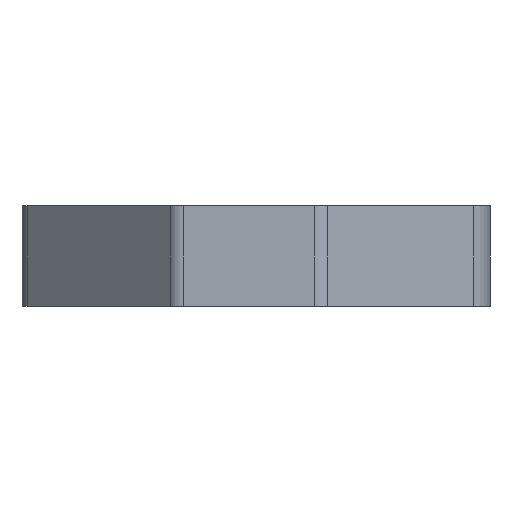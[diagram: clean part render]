
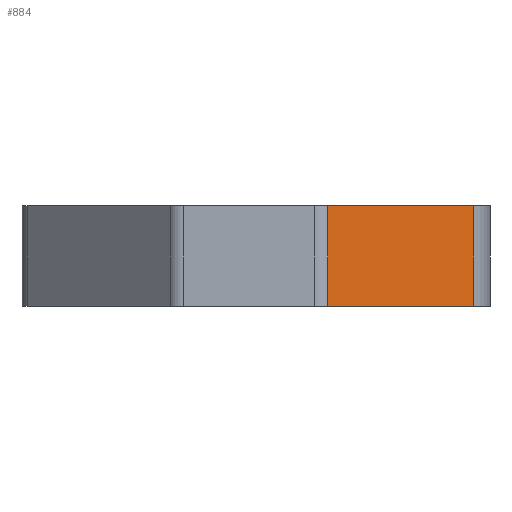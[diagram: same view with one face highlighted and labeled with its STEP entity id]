
A CAD part, left-side view. The second image highlights one B-rep face of the part: STEP entity #884.
In plain terms, the highlighted planar face has unit normal (-0.707, -0.707, 0).
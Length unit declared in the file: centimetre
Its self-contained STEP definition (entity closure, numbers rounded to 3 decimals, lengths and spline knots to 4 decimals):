
#80=PLANE('',#958);
#109=FACE_OUTER_BOUND('',#167,.T.);
#167=EDGE_LOOP('',(#749,#750,#751,#752));
#207=LINE('',#1204,#285);
#231=LINE('',#1479,#309);
#249=LINE('',#1638,#327);
#256=LINE('',#1653,#334);
#285=VECTOR('',#1000,100.);
#309=VECTOR('',#1058,100.);
#327=VECTOR('',#1100,1.);
#334=VECTOR('',#1123,1.);
#392=VERTEX_POINT('',#1201);
#393=VERTEX_POINT('',#1203);
#442=VERTEX_POINT('',#1473);
#443=VERTEX_POINT('',#1478);
#482=EDGE_CURVE('',#392,#393,#207,.T.);
#536=EDGE_CURVE('',#442,#443,#231,.T.);
#569=EDGE_CURVE('',#443,#392,#249,.T.);
#576=EDGE_CURVE('',#442,#393,#256,.T.);
#749=ORIENTED_EDGE('',*,*,#569,.F.);
#750=ORIENTED_EDGE('',*,*,#536,.F.);
#751=ORIENTED_EDGE('',*,*,#576,.T.);
#752=ORIENTED_EDGE('',*,*,#482,.F.);
#884=ADVANCED_FACE('',(#109),#80,.T.);
#958=AXIS2_PLACEMENT_3D('',#1652,#1121,#1122);
#1000=DIRECTION('',(0.707,-0.707,0.));
#1058=DIRECTION('',(-0.707,0.707,0.));
#1100=DIRECTION('',(0.,0.,1.));
#1121=DIRECTION('center_axis',(-0.707,-0.707,0.));
#1122=DIRECTION('ref_axis',(0.707,-0.707,0.));
#1123=DIRECTION('',(0.,0.,1.));
#1201=CARTESIAN_POINT('',(-6.0655,-1.6421,4.2549));
#1203=CARTESIAN_POINT('',(-4.4707,-3.2368,4.2549));
#1204=CARTESIAN_POINT('',(-4.295,-3.4126,4.2549));
#1473=CARTESIAN_POINT('',(-4.4707,-3.2368,3.1549));
#1478=CARTESIAN_POINT('',(-6.0655,-1.6421,3.1549));
#1479=CARTESIAN_POINT('',(-4.295,-3.4126,3.1549));
#1638=CARTESIAN_POINT('',(-6.0655,-1.6421,3.1549));
#1652=CARTESIAN_POINT('Origin',(-6.124,-1.5835,3.1549));
#1653=CARTESIAN_POINT('',(-4.4707,-3.2368,3.1549));
